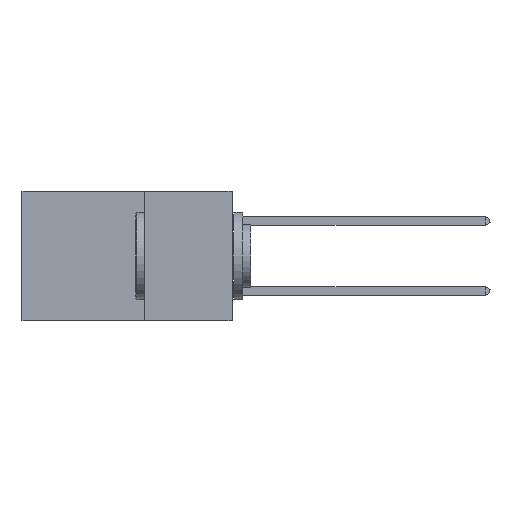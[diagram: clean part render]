
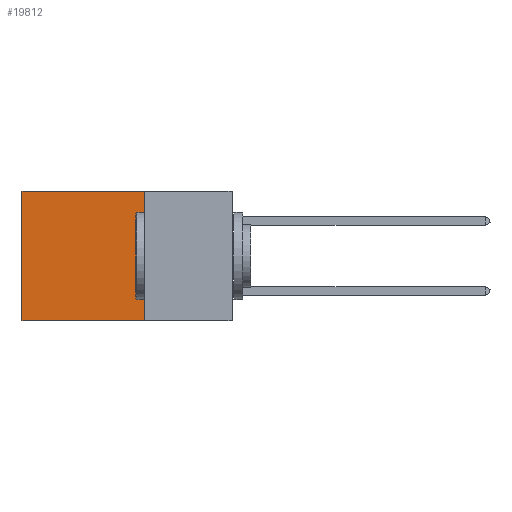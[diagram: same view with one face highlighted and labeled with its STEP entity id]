
A CAD part, left-side view. The second image highlights one B-rep face of the part: STEP entity #19812.
In plain terms, the highlighted planar face has unit normal (-1, 0, 0).
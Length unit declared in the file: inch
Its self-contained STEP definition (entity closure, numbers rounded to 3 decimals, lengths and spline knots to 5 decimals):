
#896 = DIRECTION ( 'NONE',  ( 0., 0., -1. ) ) ;
#1485 = EDGE_CURVE ( 'NONE', #1954, #8455, #7726, .T. ) ;
#1954 = VERTEX_POINT ( 'NONE', #12429 ) ;
#2337 = CARTESIAN_POINT ( 'NONE',  ( 0.2875, 0.6, -0.37 ) ) ;
#2348 = AXIS2_PLACEMENT_3D ( 'NONE', #19583, #10221, #7930 ) ;
#2789 = VECTOR ( 'NONE', #12106, 39.37008 ) ;
#3303 = CARTESIAN_POINT ( 'NONE',  ( 0.2875, 0.25, -0.37 ) ) ;
#4602 = FACE_OUTER_BOUND ( 'NONE', #10084, .T. ) ;
#4787 = CARTESIAN_POINT ( 'NONE',  ( 0.2875, 0.6, 0. ) ) ;
#4893 = ORIENTED_EDGE ( 'NONE', *, *, #19283, .F. ) ;
#5480 = EDGE_CURVE ( 'NONE', #17791, #14507, #17820, .T. ) ;
#6646 = VECTOR ( 'NONE', #11503, 39.37008 ) ;
#7726 = LINE ( 'NONE', #11530, #6646 ) ;
#7809 = CARTESIAN_POINT ( 'NONE',  ( 0.2875, 0.25, -0.37 ) ) ;
#7930 = DIRECTION ( 'NONE',  ( 0., 0., -1. ) ) ;
#8455 = VERTEX_POINT ( 'NONE', #4787 ) ;
#9441 = CARTESIAN_POINT ( 'NONE',  ( 0.2875, 0.6, 0. ) ) ;
#9599 = EDGE_CURVE ( 'NONE', #8455, #14507, #11061, .T. ) ;
#10084 = EDGE_LOOP ( 'NONE', ( #12590, #10107, #4893, #16057 ) ) ;
#10107 = ORIENTED_EDGE ( 'NONE', *, *, #5480, .F. ) ;
#10221 = DIRECTION ( 'NONE',  ( 1., 0., 0. ) ) ;
#11061 = LINE ( 'NONE', #9441, #18905 ) ;
#11503 = DIRECTION ( 'NONE',  ( 0., 1., 0. ) ) ;
#11530 = CARTESIAN_POINT ( 'NONE',  ( 0.2875, 0.25, 0. ) ) ;
#12106 = DIRECTION ( 'NONE',  ( 0., 0., -1. ) ) ;
#12429 = CARTESIAN_POINT ( 'NONE',  ( 0.2875, 0.25, 0. ) ) ;
#12590 = ORIENTED_EDGE ( 'NONE', *, *, #9599, .T. ) ;
#14507 = VERTEX_POINT ( 'NONE', #2337 ) ;
#16057 = ORIENTED_EDGE ( 'NONE', *, *, #1485, .T. ) ;
#16466 = PLANE ( 'NONE',  #2348 ) ;
#16810 = LINE ( 'NONE', #18406, #2789 ) ;
#17337 = VECTOR ( 'NONE', #17338, 39.37008 ) ;
#17338 = DIRECTION ( 'NONE',  ( 0., 1., 0. ) ) ;
#17791 = VERTEX_POINT ( 'NONE', #3303 ) ;
#17820 = LINE ( 'NONE', #7809, #17337 ) ;
#18406 = CARTESIAN_POINT ( 'NONE',  ( 0.2875, 0.25, 0. ) ) ;
#18905 = VECTOR ( 'NONE', #896, 39.37008 ) ;
#19283 = EDGE_CURVE ( 'NONE', #1954, #17791, #16810, .T. ) ;
#19583 = CARTESIAN_POINT ( 'NONE',  ( 0.2875, 0.25, 0. ) ) ;
#19812 = ADVANCED_FACE ( 'NONE', ( #4602 ), #16466, .F. ) ;
